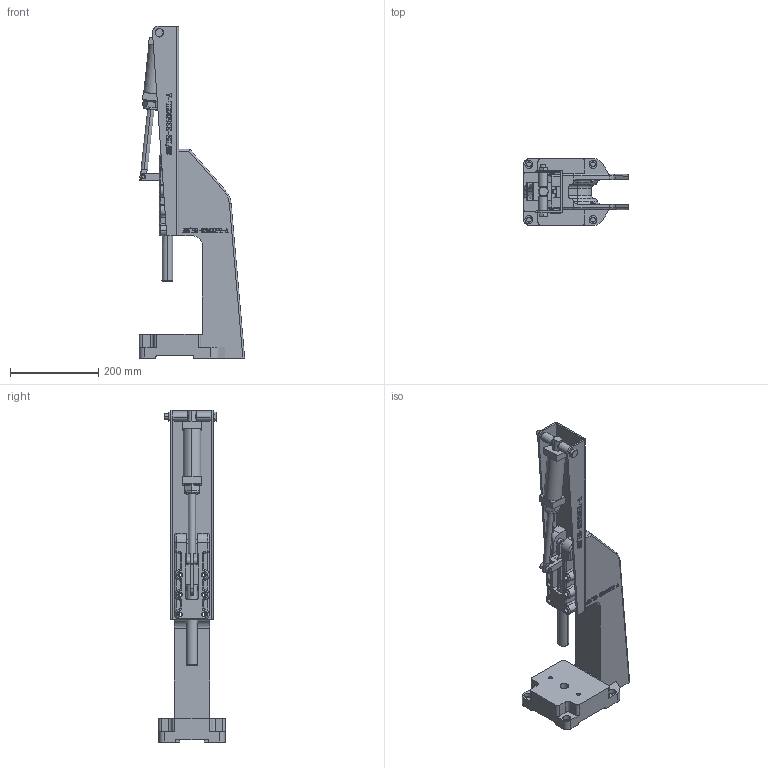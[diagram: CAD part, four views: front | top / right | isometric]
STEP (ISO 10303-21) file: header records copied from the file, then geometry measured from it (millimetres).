
FILE_DESCRIPTION (( 'STEP AP203' ), '1' );
FILE_NAME ('HS-32500PR-A 装配体.STEP', '2018-12-07T08:51:46', ( 'PCOS' ), ( '微软中国' ), 'SwSTEP 2.0', 'SolidWorks 2012', '' );
FILE_SCHEMA (( 'CONFIG_CONTROL_DESIGN' ));
Products named in the file (16): HS-32500PR-A 蚾饜极; HS-32500HL-A 蚾饜极; 种杶; 种2; 种1; hex thin nuts-grades ab-chamfered gb_GB_FASTENER_NUT_STNAB M12-N; hexagon head bolts-full thread gb_GB_FASTENER_BOLT_STBAB A M12X110-N; 蚐詰; 挴裝; 蹟譫; 蟀裝2; 蟀裝; 活塞杆; 菁釱; 菁殤; 盓殤菁釱
Assembly tree (17 placements, depth 3):
  HS-32500PR-A 蚾饜极
    盓殤菁釱
    HS-32500HL-A 蚾饜极
      菁殤
      菁釱
      活塞杆
      蟀裝
      蟀裝2
      蹟譫
      挴裝
      蚐詰
      hexagon head bolts-full thread gb_GB_FASTENER_BOLT_STBAB A M12X110-N
      hex thin nuts-grades ab-chamfered gb_GB_FASTENER_NUT_STNAB M12-N
      种1  x2
      种2
      种杶  x2
Bounding box: 238 x 150 x 751 mm (x, y, z)
Volume: 3587247.5 mm3; surface area: 648722.9 mm2
Topology: 16 solids, 16 shells, 1412 faces, 3760 edges, 2451 vertices
Faces by surface type: plane 665, bspline 372, cylinder 294, cone 50, torus 31
Entity records: 61571 total; most frequent: CARTESIAN_POINT 27259, ORIENTED_EDGE 7420, DIRECTION 5583, EDGE_CURVE 3710, VERTEX_POINT 2427, LINE 2193, VECTOR 2193, AXIS2_PLACEMENT_3D 1695
